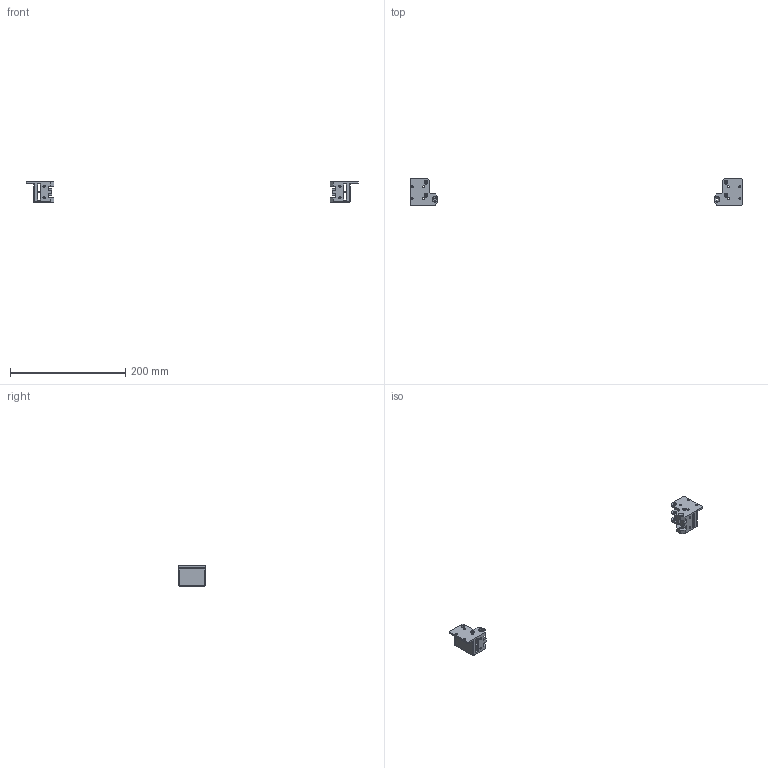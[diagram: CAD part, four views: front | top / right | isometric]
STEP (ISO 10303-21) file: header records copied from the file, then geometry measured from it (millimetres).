
FILE_DESCRIPTION(/* description */ (''),/* implementation_level */ '2;1');
FILE_NAME(/* name */ '',/* time_stamp */ '2023-08-04T12:14:46+03:00',/* author */ (''),/* organization */ (''),/* preprocessor_version */ 'ST-DEVELOPER v20',/* originating_system */ 'Autodesk Translation Framework v12.9.0.99',/* authorisation */ '');
FILE_SCHEMA (('AUTOMOTIVE_DESIGN { 1 0 10303 214 3 1 1 }'));
Length unit declared in the file: millimetre
Products named in the file (5): v0.8.4_ПЕределка CO
REXY; V08-01-00 - XY portal_MODEL; V08-01-01-00 - X axis_MODEL; V08-01-01-01-00(L) - Y axis carriage; V08-01-01-01-01 - Y carriage base (0.5XY)
Assembly tree (4 placements, depth 5):
  v0.8.4_ПЕределка CO
REXY
    V08-01-00 - XY portal_MODEL
      V08-01-01-00 - X axis_MODEL
        V08-01-01-01-00(L) - Y axis carriage
          V08-01-01-01-01 - Y carriage base (0.5XY)
Bounding box: 577 x 45.51 x 36 mm (x, y, z)
Volume: 55415.4 mm3; surface area: 25690.7 mm2
Topology: 2 solids, 2 shells, 386 faces, 1026 edges, 654 vertices
Faces by surface type: plane 262, cone 64, cylinder 60
Full cylindrical faces by diameter (mm): 2.4 x4
Entity records: 12013 total; most frequent: CARTESIAN_POINT 2219, ORIENTED_EDGE 2044, DIRECTION 1960, EDGE_CURVE 1022, LINE 738, VECTOR 738, VERTEX_POINT 654, AXIS2_PLACEMENT_3D 611
